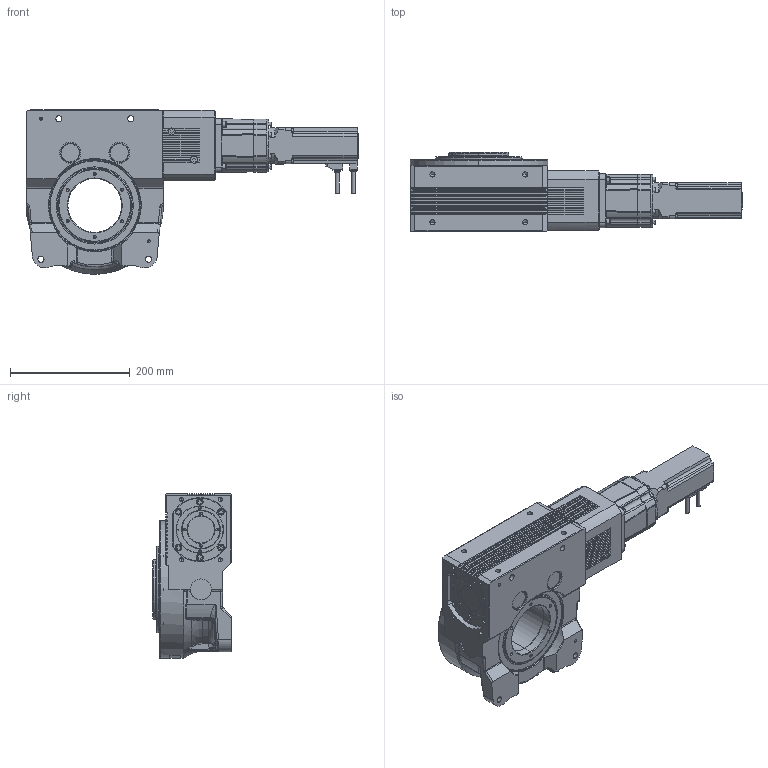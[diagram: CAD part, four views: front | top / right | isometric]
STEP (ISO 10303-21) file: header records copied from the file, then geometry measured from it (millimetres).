
FILE_DESCRIPTION (( 'STEP AP203' ), '1' );
FILE_NAME ('RGV109V4686.STEP', '2023-06-20T06:09:58', ( '' ), ( '' ), 'SwSTEP 2.0', 'SolidWorks 2021', '' );
FILE_SCHEMA (( 'CONFIG_CONTROL_DESIGN' ));
Length unit declared in the file: millimetre
Products named in the file (1): RGV109V4686
Bounding box: 555 x 132 x 275.05 mm (x, y, z)
Volume: 7535026.6 mm3; surface area: 435809.9 mm2
Topology: 1 solids, 1 shells, 1903 faces, 4817 edges, 2986 vertices
Faces by surface type: plane 878, cylinder 599, cone 251, bspline 149, torus 18, sphere 8
Entity records: 64495 total; most frequent: CARTESIAN_POINT 19519, ORIENTED_EDGE 9426, DIRECTION 9292, EDGE_CURVE 4713, AXIS2_PLACEMENT_3D 3287, VERTEX_POINT 2986, VECTOR 2718, LINE 2718
